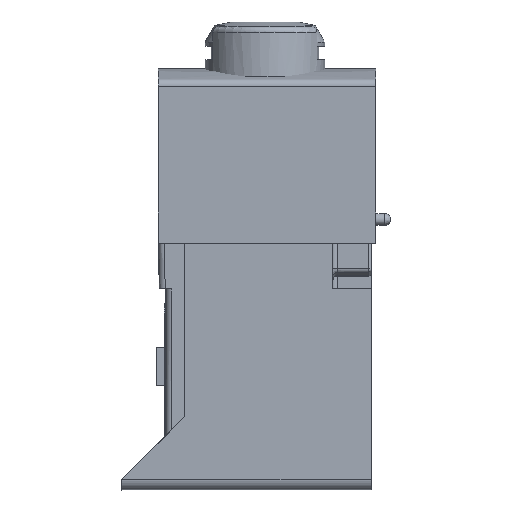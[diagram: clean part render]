
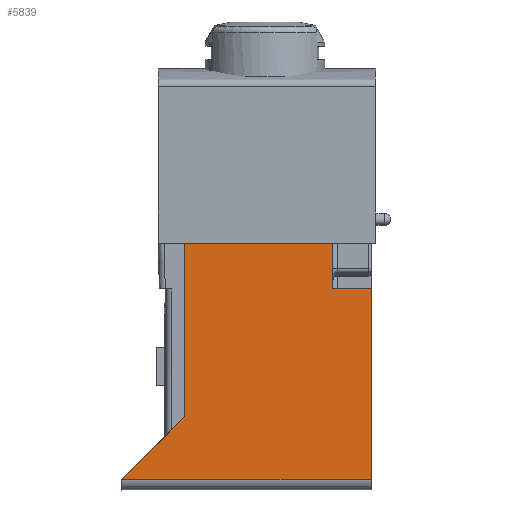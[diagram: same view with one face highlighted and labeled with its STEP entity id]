
A CAD part, left-side view. The second image highlights one B-rep face of the part: STEP entity #5839.
In plain terms, the highlighted face is planar.
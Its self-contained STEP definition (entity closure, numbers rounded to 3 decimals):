
#301=LINE($,#8452,#713);
#346=LINE($,#8694,#758);
#408=LINE($,#8894,#820);
#445=LINE($,#9327,#857);
#471=LINE($,#9398,#883);
#481=LINE($,#9424,#893);
#488=LINE($,#9452,#900);
#713=VECTOR($,#6792,10.047);
#758=VECTOR($,#6887,2.6);
#820=VECTOR($,#7015,3.1);
#857=VECTOR($,#7128,16.9);
#883=VECTOR($,#7210,6.015);
#893=VECTOR($,#7248,12.9);
#900=VECTOR($,#7265,11.747);
#1163=PLANE($,#6251);
#1424=FACE_OUTER_BOUND($,#1778,.T.);
#1778=EDGE_LOOP($,(#4253,#4254,#4255,#4256,#4257,#4258,#4259));
#2373=VERTEX_POINT($,#8449);
#2374=VERTEX_POINT($,#8451);
#2427=VERTEX_POINT($,#8691);
#2428=VERTEX_POINT($,#8693);
#2511=VERTEX_POINT($,#9324);
#2512=VERTEX_POINT($,#9326);
#2529=VERTEX_POINT($,#9397);
#2898=EDGE_CURVE($,#2374,#2373,#301,.T.);
#2962=EDGE_CURVE($,#2428,#2427,#346,.T.);
#3042=EDGE_CURVE($,#2374,#2427,#408,.T.);
#3105=EDGE_CURVE($,#2512,#2511,#445,.T.);
#3142=EDGE_CURVE($,#2529,#2512,#471,.T.);
#3156=EDGE_CURVE($,#2428,#2511,#481,.T.);
#3164=EDGE_CURVE($,#2373,#2529,#488,.T.);
#4253=ORIENTED_EDGE($,*,*,#3142,.T.);
#4254=ORIENTED_EDGE($,*,*,#3105,.T.);
#4255=ORIENTED_EDGE($,*,*,#3156,.F.);
#4256=ORIENTED_EDGE($,*,*,#2962,.T.);
#4257=ORIENTED_EDGE($,*,*,#3042,.F.);
#4258=ORIENTED_EDGE($,*,*,#2898,.T.);
#4259=ORIENTED_EDGE($,*,*,#3164,.T.);
#5839=ADVANCED_FACE($,(#1424),#1163,.F.);
#6251=AXIS2_PLACEMENT_3D($,#9462,#7279,#7280);
#6792=DIRECTION($,(-1.,0.,0.));
#6887=DIRECTION($,(-1.,0.,0.));
#7015=DIRECTION($,(0.,0.,-1.));
#7128=DIRECTION($,(1.,0.,0.));
#7210=DIRECTION($,(-0.707,0.,-0.707));
#7248=DIRECTION($,(0.,0.,-1.));
#7265=DIRECTION($,(0.,0.,-1.));
#7279=DIRECTION('center_axis',(0.,1.,0.));
#7280=DIRECTION('ref_axis',(0.,0.,1.));
#8449=CARTESIAN_POINT('',(139.953,1035.3,17.2));
#8451=CARTESIAN_POINT('',(150.,1035.3,17.2));
#8452=CARTESIAN_POINT($,(150.,1035.3,17.2));
#8691=CARTESIAN_POINT('',(150.,1035.3,14.1));
#8693=CARTESIAN_POINT('',(152.6,1035.3,14.1));
#8694=CARTESIAN_POINT($,(152.6,1035.3,14.1));
#8894=CARTESIAN_POINT($,(150.,1035.3,17.2));
#9324=CARTESIAN_POINT('',(152.6,1035.3,1.2));
#9326=CARTESIAN_POINT('',(135.7,1035.3,1.2));
#9327=CARTESIAN_POINT($,(135.7,1035.3,1.2));
#9397=CARTESIAN_POINT('',(139.953,1035.3,5.453));
#9398=CARTESIAN_POINT($,(139.953,1035.3,5.453));
#9424=CARTESIAN_POINT($,(152.6,1035.3,14.1));
#9452=CARTESIAN_POINT($,(139.953,1035.3,17.2));
#9462=CARTESIAN_POINT('Origin',(145.4,1035.3,8.85));
